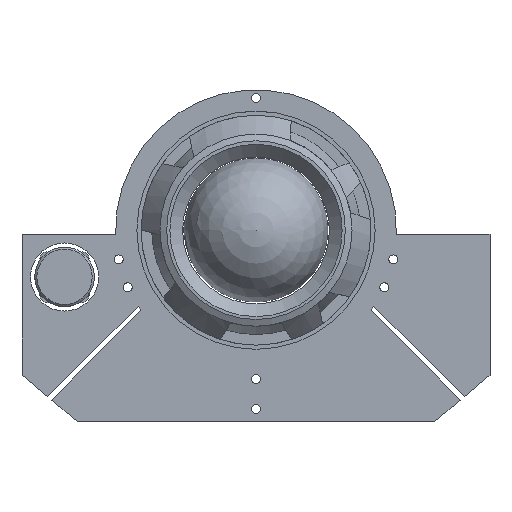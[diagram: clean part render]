
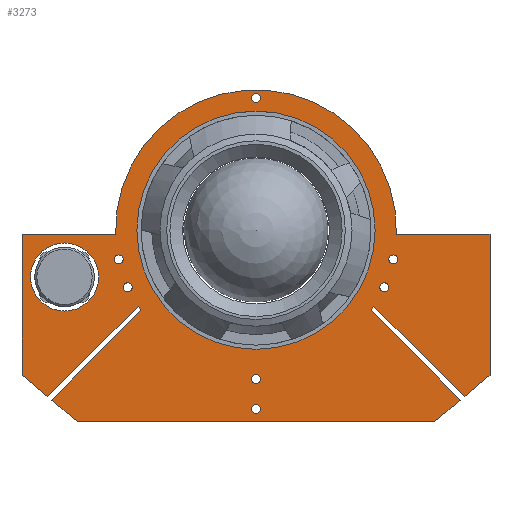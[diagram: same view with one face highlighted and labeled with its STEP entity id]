
A CAD part, top view. The second image highlights one B-rep face of the part: STEP entity #3273.
In plain terms, the highlighted planar face has unit normal (0, 0, 1).
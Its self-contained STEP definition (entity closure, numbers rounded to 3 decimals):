
#102=FACE_BOUND('',#1273,.T.);
#103=FACE_BOUND('',#1274,.T.);
#104=FACE_BOUND('',#1275,.T.);
#105=FACE_BOUND('',#1276,.T.);
#106=FACE_BOUND('',#1277,.T.);
#107=FACE_BOUND('',#1278,.T.);
#108=FACE_BOUND('',#1279,.T.);
#109=FACE_BOUND('',#1280,.T.);
#110=FACE_BOUND('',#1281,.T.);
#394=LINE('',#5369,#701);
#398=LINE('',#5376,#705);
#405=LINE('',#5408,#712);
#409=LINE('',#5420,#716);
#416=LINE('',#5447,#723);
#420=LINE('',#5454,#727);
#422=LINE('',#5463,#729);
#427=LINE('',#5472,#734);
#428=LINE('',#5474,#735);
#436=LINE('',#5492,#743);
#437=LINE('',#5494,#744);
#439=LINE('',#5498,#746);
#440=LINE('',#5500,#747);
#701=VECTOR('',#4324,10.);
#705=VECTOR('',#4330,10.);
#712=VECTOR('',#4363,10.);
#716=VECTOR('',#4375,10.);
#723=VECTOR('',#4402,10.);
#727=VECTOR('',#4408,10.);
#729=VECTOR('',#4418,10.);
#734=VECTOR('',#4425,10.);
#735=VECTOR('',#4428,10.);
#743=VECTOR('',#4446,10.);
#744=VECTOR('',#4449,10.);
#746=VECTOR('',#4453,10.);
#747=VECTOR('',#4456,10.);
#882=PLANE('',#3607);
#1067=FACE_OUTER_BOUND('',#1272,.T.);
#1272=EDGE_LOOP('',(#3008,#3009,#3010,#3011,#3012,#3013,#3014,#3015,#3016,
#3017,#3018,#3019,#3020,#3021,#3022,#3023));
#1273=EDGE_LOOP('',(#3024));
#1274=EDGE_LOOP('',(#3025));
#1275=EDGE_LOOP('',(#3026));
#1276=EDGE_LOOP('',(#3027));
#1277=EDGE_LOOP('',(#3028));
#1278=EDGE_LOOP('',(#3029));
#1279=EDGE_LOOP('',(#3030));
#1280=EDGE_LOOP('',(#3031));
#1281=EDGE_LOOP('',(#3032));
#1378=CIRCLE('',#3558,1.05);
#1381=CIRCLE('',#3562,33.);
#1382=CIRCLE('',#3566,1.05);
#1384=CIRCLE('',#3569,1.05);
#1386=CIRCLE('',#3572,1.05);
#1388=CIRCLE('',#3575,8.);
#1391=CIRCLE('',#3580,33.);
#1392=CIRCLE('',#3583,1.05);
#1394=CIRCLE('',#3586,1.05);
#1397=CIRCLE('',#3590,33.);
#1398=CIRCLE('',#3594,1.05);
#1401=CIRCLE('',#3602,28.);
#1653=VERTEX_POINT('',#5351);
#1657=VERTEX_POINT('',#5360);
#1658=VERTEX_POINT('',#5362);
#1660=VERTEX_POINT('',#5368);
#1662=VERTEX_POINT('',#5374);
#1663=VERTEX_POINT('',#5378);
#1665=VERTEX_POINT('',#5384);
#1667=VERTEX_POINT('',#5390);
#1669=VERTEX_POINT('',#5396);
#1673=VERTEX_POINT('',#5405);
#1674=VERTEX_POINT('',#5407);
#1676=VERTEX_POINT('',#5413);
#1678=VERTEX_POINT('',#5419);
#1679=VERTEX_POINT('',#5423);
#1681=VERTEX_POINT('',#5429);
#1685=VERTEX_POINT('',#5438);
#1686=VERTEX_POINT('',#5440);
#1688=VERTEX_POINT('',#5446);
#1690=VERTEX_POINT('',#5452);
#1691=VERTEX_POINT('',#5456);
#1693=VERTEX_POINT('',#5462);
#1696=VERTEX_POINT('',#5470);
#1700=VERTEX_POINT('',#5486);
#1701=VERTEX_POINT('',#5490);
#1702=VERTEX_POINT('',#5496);
#2075=EDGE_CURVE('',#1653,#1653,#1378,.T.);
#2080=EDGE_CURVE('',#1658,#1657,#1381,.T.);
#2083=EDGE_CURVE('',#1660,#1658,#394,.T.);
#2087=EDGE_CURVE('',#1657,#1662,#398,.T.);
#2088=EDGE_CURVE('',#1663,#1663,#1382,.T.);
#2091=EDGE_CURVE('',#1665,#1665,#1384,.T.);
#2094=EDGE_CURVE('',#1667,#1667,#1386,.T.);
#2097=EDGE_CURVE('',#1669,#1669,#1388,.T.);
#2102=EDGE_CURVE('',#1674,#1673,#405,.T.);
#2105=EDGE_CURVE('',#1676,#1674,#1391,.T.);
#2108=EDGE_CURVE('',#1678,#1676,#409,.T.);
#2110=EDGE_CURVE('',#1679,#1679,#1392,.T.);
#2113=EDGE_CURVE('',#1681,#1681,#1394,.T.);
#2118=EDGE_CURVE('',#1686,#1685,#1397,.T.);
#2121=EDGE_CURVE('',#1688,#1686,#416,.T.);
#2125=EDGE_CURVE('',#1685,#1690,#420,.T.);
#2126=EDGE_CURVE('',#1691,#1691,#1398,.T.);
#2129=EDGE_CURVE('',#1693,#1660,#422,.T.);
#2134=EDGE_CURVE('',#1696,#1673,#427,.T.);
#2135=EDGE_CURVE('',#1688,#1696,#428,.T.);
#2143=EDGE_CURVE('',#1700,#1700,#1401,.T.);
#2145=EDGE_CURVE('',#1701,#1690,#436,.T.);
#2146=EDGE_CURVE('',#1701,#1693,#437,.T.);
#2148=EDGE_CURVE('',#1662,#1702,#439,.T.);
#2149=EDGE_CURVE('',#1702,#1678,#440,.T.);
#3008=ORIENTED_EDGE('',*,*,#2087,.T.);
#3009=ORIENTED_EDGE('',*,*,#2148,.T.);
#3010=ORIENTED_EDGE('',*,*,#2149,.T.);
#3011=ORIENTED_EDGE('',*,*,#2108,.T.);
#3012=ORIENTED_EDGE('',*,*,#2105,.T.);
#3013=ORIENTED_EDGE('',*,*,#2102,.T.);
#3014=ORIENTED_EDGE('',*,*,#2134,.F.);
#3015=ORIENTED_EDGE('',*,*,#2135,.F.);
#3016=ORIENTED_EDGE('',*,*,#2121,.T.);
#3017=ORIENTED_EDGE('',*,*,#2118,.T.);
#3018=ORIENTED_EDGE('',*,*,#2125,.T.);
#3019=ORIENTED_EDGE('',*,*,#2145,.F.);
#3020=ORIENTED_EDGE('',*,*,#2146,.T.);
#3021=ORIENTED_EDGE('',*,*,#2129,.T.);
#3022=ORIENTED_EDGE('',*,*,#2083,.T.);
#3023=ORIENTED_EDGE('',*,*,#2080,.T.);
#3024=ORIENTED_EDGE('',*,*,#2075,.T.);
#3025=ORIENTED_EDGE('',*,*,#2088,.T.);
#3026=ORIENTED_EDGE('',*,*,#2091,.T.);
#3027=ORIENTED_EDGE('',*,*,#2094,.T.);
#3028=ORIENTED_EDGE('',*,*,#2097,.T.);
#3029=ORIENTED_EDGE('',*,*,#2110,.T.);
#3030=ORIENTED_EDGE('',*,*,#2113,.T.);
#3031=ORIENTED_EDGE('',*,*,#2126,.T.);
#3032=ORIENTED_EDGE('',*,*,#2143,.F.);
#3273=ADVANCED_FACE('',(#1067,#102,#103,#104,#105,#106,#107,#108,#109,#110),
#882,.F.);
#3558=AXIS2_PLACEMENT_3D('',#5352,#4308,#4309);
#3562=AXIS2_PLACEMENT_3D('',#5363,#4318,#4319);
#3566=AXIS2_PLACEMENT_3D('',#5379,#4333,#4334);
#3569=AXIS2_PLACEMENT_3D('',#5385,#4340,#4341);
#3572=AXIS2_PLACEMENT_3D('',#5391,#4347,#4348);
#3575=AXIS2_PLACEMENT_3D('',#5397,#4354,#4355);
#3580=AXIS2_PLACEMENT_3D('',#5414,#4369,#4370);
#3583=AXIS2_PLACEMENT_3D('',#5424,#4379,#4380);
#3586=AXIS2_PLACEMENT_3D('',#5430,#4386,#4387);
#3590=AXIS2_PLACEMENT_3D('',#5441,#4396,#4397);
#3594=AXIS2_PLACEMENT_3D('',#5457,#4411,#4412);
#3602=AXIS2_PLACEMENT_3D('',#5488,#4441,#4442);
#3607=AXIS2_PLACEMENT_3D('',#5501,#4457,#4458);
#4308=DIRECTION('center_axis',(0.,0.,-1.));
#4309=DIRECTION('ref_axis',(-1.,0.,0.));
#4318=DIRECTION('center_axis',(0.,0.,1.));
#4319=DIRECTION('ref_axis',(-1.,0.,0.));
#4324=DIRECTION('',(-0.707,0.707,0.));
#4330=DIRECTION('',(0.707,-0.707,0.));
#4333=DIRECTION('center_axis',(0.,0.,-1.));
#4334=DIRECTION('ref_axis',(-1.,0.,0.));
#4340=DIRECTION('center_axis',(0.,0.,-1.));
#4341=DIRECTION('ref_axis',(-1.,0.,0.));
#4347=DIRECTION('center_axis',(0.,0.,-1.));
#4348=DIRECTION('ref_axis',(-1.,0.,0.));
#4354=DIRECTION('center_axis',(0.,0.,-1.));
#4355=DIRECTION('ref_axis',(-1.,0.,0.));
#4363=DIRECTION('',(-1.,0.,0.));
#4369=DIRECTION('center_axis',(0.,0.,1.));
#4370=DIRECTION('ref_axis',(-1.,0.,0.));
#4375=DIRECTION('',(-1.,0.,0.));
#4379=DIRECTION('center_axis',(0.,0.,-1.));
#4380=DIRECTION('ref_axis',(-1.,0.,0.));
#4386=DIRECTION('center_axis',(0.,0.,-1.));
#4387=DIRECTION('ref_axis',(-1.,0.,0.));
#4396=DIRECTION('center_axis',(0.,0.,1.));
#4397=DIRECTION('ref_axis',(-1.,0.,0.));
#4402=DIRECTION('',(0.707,0.707,0.));
#4408=DIRECTION('',(-0.707,-0.707,0.));
#4411=DIRECTION('center_axis',(0.,0.,-1.));
#4412=DIRECTION('ref_axis',(-1.,0.,0.));
#4418=DIRECTION('',(0.766,0.643,0.));
#4425=DIRECTION('',(0.,1.,0.));
#4428=DIRECTION('',(-0.766,0.643,0.));
#4441=DIRECTION('center_axis',(0.,0.,1.));
#4442=DIRECTION('ref_axis',(1.,0.,0.));
#4446=DIRECTION('',(-0.766,0.643,0.));
#4449=DIRECTION('',(1.,0.,0.));
#4453=DIRECTION('',(0.766,0.643,0.));
#4456=DIRECTION('',(0.,1.,0.));
#4457=DIRECTION('center_axis',(0.,0.,-1.));
#4458=DIRECTION('ref_axis',(1.,0.,0.));
#5351=CARTESIAN_POINT('',(1.05,-42.,4.45));
#5352=CARTESIAN_POINT('Origin',(0.,-42.,4.45));
#5360=CARTESIAN_POINT('',(27.715,-17.914,4.45));
#5362=CARTESIAN_POINT('',(27.032,-18.928,4.45));
#5363=CARTESIAN_POINT('Origin',(0.,0.,4.45));
#5368=CARTESIAN_POINT('',(48.027,-39.923,4.45));
#5369=CARTESIAN_POINT('',(25.54,-17.436,4.45));
#5374=CARTESIAN_POINT('',(48.95,-39.149,4.45));
#5376=CARTESIAN_POINT('',(15.808,-6.007,4.45));
#5378=CARTESIAN_POINT('',(33.329,-6.861,4.45));
#5379=CARTESIAN_POINT('Origin',(32.279,-6.861,4.45));
#5384=CARTESIAN_POINT('',(-31.229,-6.861,4.45));
#5385=CARTESIAN_POINT('Origin',(-32.279,-6.861,4.45));
#5390=CARTESIAN_POINT('',(1.05,-35.,4.45));
#5391=CARTESIAN_POINT('Origin',(0.,-35.,4.45));
#5396=CARTESIAN_POINT('',(-37.,-11.,4.45));
#5397=CARTESIAN_POINT('Origin',(-45.,-11.,4.45));
#5405=CARTESIAN_POINT('',(-55.,-1.,4.45));
#5407=CARTESIAN_POINT('',(-32.985,-1.,4.45));
#5408=CARTESIAN_POINT('',(-16.492,-1.,4.45));
#5413=CARTESIAN_POINT('',(32.985,-1.,4.45));
#5414=CARTESIAN_POINT('Origin',(0.,0.,4.45));
#5419=CARTESIAN_POINT('',(55.,-1.,4.45));
#5420=CARTESIAN_POINT('',(27.5,-1.,4.45));
#5423=CARTESIAN_POINT('',(-29.097,-13.422,4.45));
#5424=CARTESIAN_POINT('Origin',(-30.147,-13.422,4.45));
#5429=CARTESIAN_POINT('',(31.197,-13.422,4.45));
#5430=CARTESIAN_POINT('Origin',(30.147,-13.422,4.45));
#5438=CARTESIAN_POINT('',(-27.032,-18.928,4.45));
#5440=CARTESIAN_POINT('',(-27.715,-17.914,4.45));
#5441=CARTESIAN_POINT('Origin',(0.,0.,4.45));
#5446=CARTESIAN_POINT('',(-48.95,-39.149,4.45));
#5447=CARTESIAN_POINT('',(-26.425,-16.624,4.45));
#5452=CARTESIAN_POINT('',(-48.027,-39.923,4.45));
#5454=CARTESIAN_POINT('',(-15.042,-6.938,4.45));
#5456=CARTESIAN_POINT('',(1.05,31.1,4.45));
#5457=CARTESIAN_POINT('Origin',(0.,31.1,4.45));
#5462=CARTESIAN_POINT('',(41.977,-45.,4.45));
#5463=CARTESIAN_POINT('',(41.977,-45.,4.45));
#5470=CARTESIAN_POINT('',(-55.,-34.073,4.45));
#5472=CARTESIAN_POINT('',(-55.,-34.073,4.45));
#5474=CARTESIAN_POINT('',(-41.977,-45.,4.45));
#5486=CARTESIAN_POINT('',(-28.,0.,4.45));
#5488=CARTESIAN_POINT('Origin',(0.,0.,4.45));
#5490=CARTESIAN_POINT('',(-41.977,-45.,4.45));
#5492=CARTESIAN_POINT('',(-41.977,-45.,4.45));
#5494=CARTESIAN_POINT('',(0.,-45.,4.45));
#5496=CARTESIAN_POINT('',(55.,-34.073,4.45));
#5498=CARTESIAN_POINT('',(41.977,-45.,4.45));
#5500=CARTESIAN_POINT('',(55.,-34.073,4.45));
#5501=CARTESIAN_POINT('Origin',(0.,2.,4.45));
